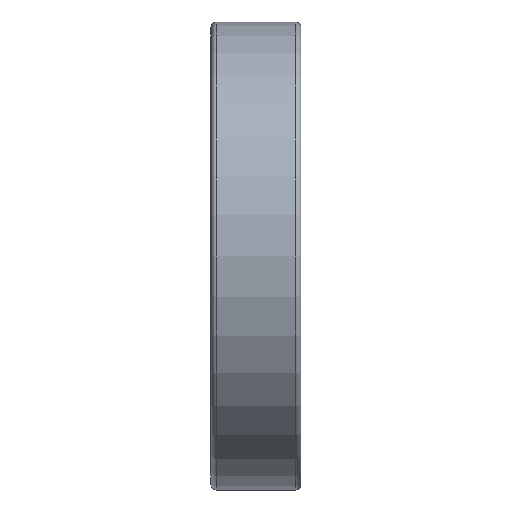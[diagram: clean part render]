
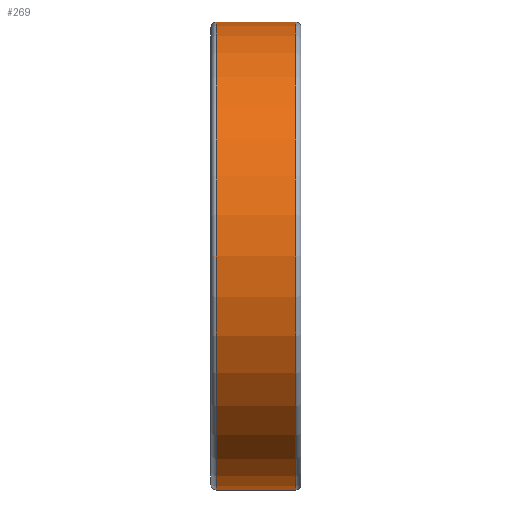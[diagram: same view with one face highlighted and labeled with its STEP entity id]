
A CAD part, front view. The second image highlights one B-rep face of the part: STEP entity #269.
In plain terms, the highlighted cylindrical face has radius 13 mm (diameter 26 mm), a full revolution.
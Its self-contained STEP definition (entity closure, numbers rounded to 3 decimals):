
#269 = ADVANCED_FACE( '', ( #445, #446 ), #447, .T. );
#445 = FACE_OUTER_BOUND( '', #626, .T. );
#446 = FACE_OUTER_BOUND( '', #627, .T. );
#447 = CYLINDRICAL_SURFACE( '', #628, 13. );
#626 = EDGE_LOOP( '', ( #803 ) );
#627 = EDGE_LOOP( '', ( #804 ) );
#628 = AXIS2_PLACEMENT_3D( '', #805, #806, #807 );
#803 = ORIENTED_EDGE( '', *, *, #1041, .T. );
#804 = ORIENTED_EDGE( '', *, *, #1042, .F. );
#805 = CARTESIAN_POINT( '', ( 50., 0., 0. ) );
#806 = DIRECTION( '', ( -1., 0., 0. ) );
#807 = DIRECTION( '', ( 0., 0., -1. ) );
#1041 = EDGE_CURVE( '', #1135, #1135, #1136, .T. );
#1042 = EDGE_CURVE( '', #1137, #1137, #1138, .T. );
#1135 = VERTEX_POINT( '', #1256 );
#1136 = CIRCLE( '', #1257, 13. );
#1137 = VERTEX_POINT( '', #1258 );
#1138 = CIRCLE( '', #1259, 13. );
#1256 = CARTESIAN_POINT( '', ( 0.3, 0., -13. ) );
#1257 = AXIS2_PLACEMENT_3D( '', #1380, #1381, #1382 );
#1258 = CARTESIAN_POINT( '', ( 4.7, 0., -13. ) );
#1259 = AXIS2_PLACEMENT_3D( '', #1383, #1384, #1385 );
#1380 = CARTESIAN_POINT( '', ( 0.3, 0., 0. ) );
#1381 = DIRECTION( '', ( 1., 0., 0. ) );
#1382 = DIRECTION( '', ( 0., 0., -1. ) );
#1383 = CARTESIAN_POINT( '', ( 4.7, 0., 0. ) );
#1384 = DIRECTION( '', ( 1., 0., 0. ) );
#1385 = DIRECTION( '', ( 0., 0., -1. ) );
